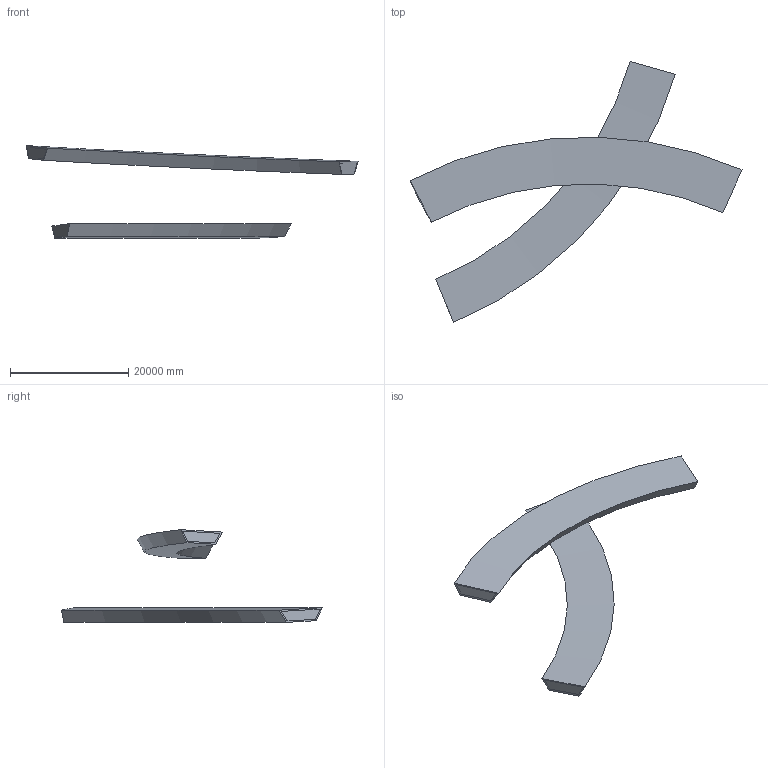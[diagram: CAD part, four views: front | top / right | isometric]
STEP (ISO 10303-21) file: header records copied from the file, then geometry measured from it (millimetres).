
FILE_DESCRIPTION( ( '' ), ' ' );
FILE_NAME( '5e0a5be671a87313f16ac257.step', '2019-12-30T20:19:50', ( '' ), ( '' ), ' ', ' ', ' ' );
FILE_SCHEMA( ( 'AUTOMOTIVE_DESIGN { 1 0 10303 214 1 1 1 1 }' ) );
Length unit declared in the file: metre
Products named in the file (2): Part 9; Part 1
Bounding box: 56128.44 x 44103.68 x 15674.92 mm (x, y, z)
Volume: 434171983417.2 mm3; surface area: 3864488850.3 mm2
Topology: 2 solids, 4 shells, 24 faces, 48 edges, 32 vertices
Faces by surface type: cone 16, plane 8
Entity records: 898 total; most frequent: CARTESIAN_POINT 226, ORIENTED_EDGE 96, DIRECTION 84, EDGE_CURVE 48, AXIS2_PLACEMENT_3D 42, VERTEX_POINT 32, B_SPLINE_CURVE_WITH_KNOTS 32, STYLED_ITEM 24
